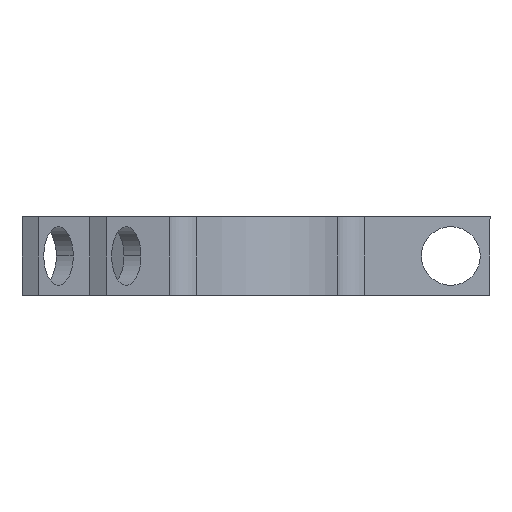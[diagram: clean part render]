
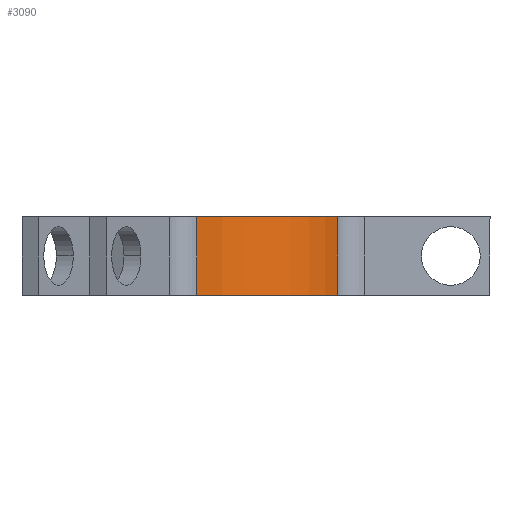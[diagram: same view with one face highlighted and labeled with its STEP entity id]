
A CAD part, front view. The second image highlights one B-rep face of the part: STEP entity #3090.
In plain terms, the highlighted cylindrical face has radius 15 mm (diameter 30 mm), a partial arc.
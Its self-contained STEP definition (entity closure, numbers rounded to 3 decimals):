
#2680=CARTESIAN_POINT('',(67.969,-103.082,
94.253));
#2690=DIRECTION('',(0.,1.,0.));
#2700=DIRECTION('',(0.,0.,-1.));
#2710=AXIS2_PLACEMENT_3D('',#2680,#2690,#2700);
#2720=CYLINDRICAL_SURFACE('',#2710,15.);
#2730=CARTESIAN_POINT('',(67.969,-102.279,
94.253));
#2740=DIRECTION('',(0.,1.,0.));
#2750=DIRECTION('',(0.,0.,-1.));
#2760=AXIS2_PLACEMENT_3D('',#2730,#2740,#2750);
#2770=CIRCLE('',#2760,15.);
#2780=CARTESIAN_POINT('',(80.461,-102.279,
102.557));
#2790=VERTEX_POINT('',#2780);
#2800=CARTESIAN_POINT('',(80.461,-102.279,
85.949));
#2810=VERTEX_POINT('',#2800);
#2820=EDGE_CURVE('',#2790,#2810,#2770,.T.);
#2830=ORIENTED_EDGE('',*,*,#2820,.T.);
#2840=CARTESIAN_POINT('',(80.461,-103.082,
102.557));
#2850=DIRECTION('',(0.,1.,0.));
#2860=VECTOR('',#2850,1.);
#2870=LINE('',#2840,#2860);
#2880=CARTESIAN_POINT('',(80.461,-94.279,
102.557));
#2890=VERTEX_POINT('',#2880);
#2900=EDGE_CURVE('',#2790,#2890,#2870,.T.);
#2910=ORIENTED_EDGE('',*,*,#2900,.F.);
#2920=CARTESIAN_POINT('',(67.969,-94.279,
94.253));
#2930=DIRECTION('',(0.,1.,0.));
#2940=DIRECTION('',(0.,0.,-1.));
#2950=AXIS2_PLACEMENT_3D('',#2920,#2930,#2940);
#2960=CIRCLE('',#2950,15.);
#2970=CARTESIAN_POINT('',(80.461,-94.279,
85.949));
#2980=VERTEX_POINT('',#2970);
#2990=EDGE_CURVE('',#2890,#2980,#2960,.T.);
#3000=ORIENTED_EDGE('',*,*,#2990,.F.);
#3010=CARTESIAN_POINT('',(80.461,-103.082,
85.949));
#3020=DIRECTION('',(0.,1.,0.));
#3030=VECTOR('',#3020,1.);
#3040=LINE('',#3010,#3030);
#3050=EDGE_CURVE('',#2810,#2980,#3040,.T.);
#3060=ORIENTED_EDGE('',*,*,#3050,.T.);
#3070=EDGE_LOOP('',(#3060,#3000,#2910,#2830));
#3080=FACE_OUTER_BOUND('',#3070,.T.);
#3090=ADVANCED_FACE('',(#3080),#2720,.T.);
